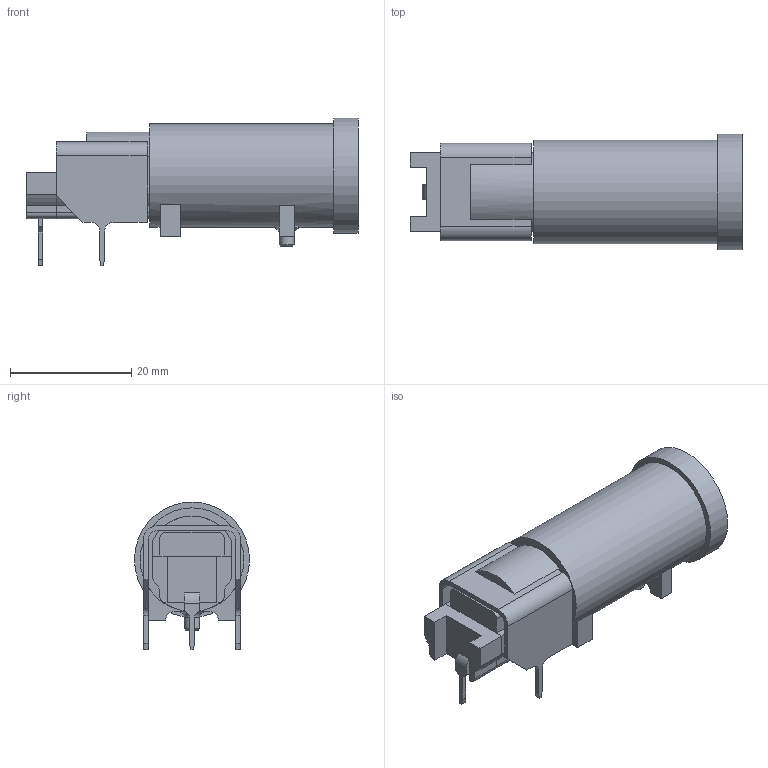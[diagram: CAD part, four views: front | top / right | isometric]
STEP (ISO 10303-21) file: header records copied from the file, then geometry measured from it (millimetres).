
FILE_DESCRIPTION(('FreeCAD Model'),'2;1');
FILE_NAME('Fuseholder_Schruter_FUP_horiz_closed_5x20mm_or_6.3x32mm.step', '2017-06-05T14:43:34',('kicad StepUp'),('ksu MCAD'), 'Open CASCADE STEP processor 7.1','FreeCAD','Unknown');
FILE_SCHEMA(('AUTOMOTIVE_DESIGN_CC2 { 1 2 10303 214 -1 1 5 4 }'));
Length unit declared in the file: millimetre
Products named in the file (1): Fuseholder_Schruter_FUP_horiz_closed_5x20mm_or_6.3x32mm
Bounding box: 54.8 x 19 x 24.4 mm (x, y, z)
Volume: 11297.5 mm3; surface area: 4712.1 mm2
Topology: 1 solids, 1 shells, 147 faces, 370 edges, 232 vertices
Faces by surface type: plane 99, cylinder 45, torus 2, cone 1
Full cylindrical faces by diameter (mm): 2.5 x1, 14.8 x1, 15.2 x1, 17.1 x1, 19 x1
Entity records: 3255 total; most frequent: ORIENTED_EDGE 597, CARTESIAN_POINT 572, EDGE_CURVE 370, LINE 248, VERTEX_POINT 232, AXIS2_PLACEMENT_3D 188, FACE_BOUND 154, EDGE_LOOP 154
